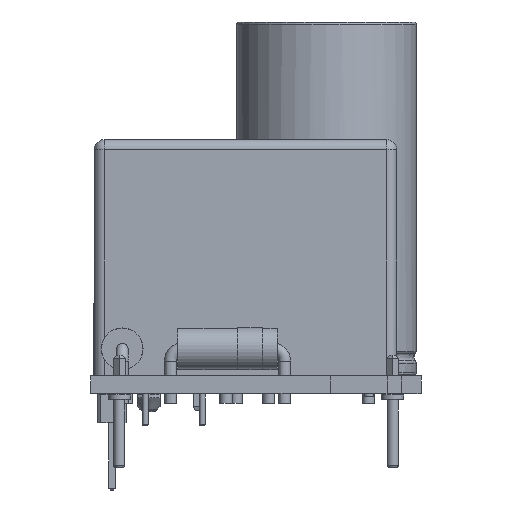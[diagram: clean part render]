
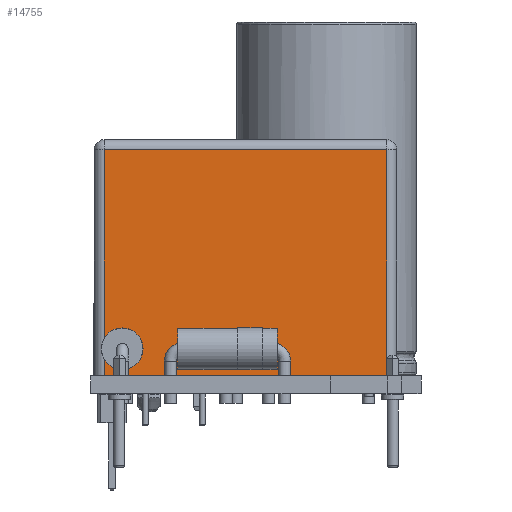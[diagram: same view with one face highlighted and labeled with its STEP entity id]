
A CAD part, left-side view. The second image highlights one B-rep face of the part: STEP entity #14755.
In plain terms, the highlighted face is planar.
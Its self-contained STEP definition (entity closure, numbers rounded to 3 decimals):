
#14136 = CYLINDRICAL_SURFACE('',#14137,0.9);
#14137 = AXIS2_PLACEMENT_3D('',#14138,#14139,#14140);
#14138 = CARTESIAN_POINT('',(-1.6,-3.6,0.));
#14139 = DIRECTION('',(0.,0.,1.));
#14140 = DIRECTION('',(-1.,0.,0.));
#14164 = PLANE('',#14165);
#14165 = AXIS2_PLACEMENT_3D('',#14166,#14167,#14168);
#14166 = CARTESIAN_POINT('',(-2.5,-4.5,0.));
#14167 = DIRECTION('',(0.,0.,1.));
#14168 = DIRECTION('',(1.,0.,0.));
#14235 = VERTEX_POINT('',#14236);
#14236 = CARTESIAN_POINT('',(-1.6,-4.5,0.));
#14258 = EDGE_CURVE('',#14235,#14259,#14261,.T.);
#14259 = VERTEX_POINT('',#14260);
#14260 = CARTESIAN_POINT('',(-1.6,-4.5,20.1));
#14261 = SURFACE_CURVE('',#14262,(#14266,#14273),.PCURVE_S1.);
#14262 = LINE('',#14263,#14264);
#14263 = CARTESIAN_POINT('',(-1.6,-4.5,0.));
#14264 = VECTOR('',#14265,1.);
#14265 = DIRECTION('',(0.,0.,1.));
#14266 = PCURVE('',#14136,#14267);
#14267 = DEFINITIONAL_REPRESENTATION('',(#14268),#14272);
#14268 = LINE('',#14269,#14270);
#14269 = CARTESIAN_POINT('',(1.571,0.));
#14270 = VECTOR('',#14271,1.);
#14271 = DIRECTION('',(0.,1.));
#14272 = ( GEOMETRIC_REPRESENTATION_CONTEXT(2) 
PARAMETRIC_REPRESENTATION_CONTEXT() REPRESENTATION_CONTEXT('2D SPACE',''
  ) );
#14273 = PCURVE('',#14274,#14279);
#14274 = PLANE('',#14275);
#14275 = AXIS2_PLACEMENT_3D('',#14276,#14277,#14278);
#14276 = CARTESIAN_POINT('',(-2.5,-4.5,0.));
#14277 = DIRECTION('',(0.,1.,0.));
#14278 = DIRECTION('',(0.,0.,1.));
#14279 = DEFINITIONAL_REPRESENTATION('',(#14280),#14284);
#14280 = LINE('',#14281,#14282);
#14281 = CARTESIAN_POINT('',(0.,0.9));
#14282 = VECTOR('',#14283,1.);
#14283 = DIRECTION('',(1.,0.));
#14284 = ( GEOMETRIC_REPRESENTATION_CONTEXT(2) 
PARAMETRIC_REPRESENTATION_CONTEXT() REPRESENTATION_CONTEXT('2D SPACE',''
  ) );
#14445 = EDGE_CURVE('',#14235,#14446,#14448,.T.);
#14446 = VERTEX_POINT('',#14447);
#14447 = CARTESIAN_POINT('',(23.6,-4.5,0.));
#14448 = SURFACE_CURVE('',#14449,(#14453,#14460),.PCURVE_S1.);
#14449 = LINE('',#14450,#14451);
#14450 = CARTESIAN_POINT('',(-2.5,-4.5,0.));
#14451 = VECTOR('',#14452,1.);
#14452 = DIRECTION('',(1.,0.,0.));
#14453 = PCURVE('',#14164,#14454);
#14454 = DEFINITIONAL_REPRESENTATION('',(#14455),#14459);
#14455 = LINE('',#14456,#14457);
#14456 = CARTESIAN_POINT('',(0.,0.));
#14457 = VECTOR('',#14458,1.);
#14458 = DIRECTION('',(1.,0.));
#14459 = ( GEOMETRIC_REPRESENTATION_CONTEXT(2) 
PARAMETRIC_REPRESENTATION_CONTEXT() REPRESENTATION_CONTEXT('2D SPACE',''
  ) );
#14460 = PCURVE('',#14274,#14461);
#14461 = DEFINITIONAL_REPRESENTATION('',(#14462),#14466);
#14462 = LINE('',#14463,#14464);
#14463 = CARTESIAN_POINT('',(0.,0.));
#14464 = VECTOR('',#14465,1.);
#14465 = DIRECTION('',(0.,1.));
#14466 = ( GEOMETRIC_REPRESENTATION_CONTEXT(2) 
PARAMETRIC_REPRESENTATION_CONTEXT() REPRESENTATION_CONTEXT('2D SPACE',''
  ) );
#14489 = CYLINDRICAL_SURFACE('',#14490,0.9);
#14490 = AXIS2_PLACEMENT_3D('',#14491,#14492,#14493);
#14491 = CARTESIAN_POINT('',(23.6,-3.6,0.));
#14492 = DIRECTION('',(0.,0.,1.));
#14493 = DIRECTION('',(1.,0.,0.));
#14742 = CYLINDRICAL_SURFACE('',#14743,0.9);
#14743 = AXIS2_PLACEMENT_3D('',#14744,#14745,#14746);
#14744 = CARTESIAN_POINT('',(23.6,-3.6,20.1));
#14745 = DIRECTION('',(-1.,0.,0.));
#14746 = DIRECTION('',(0.,0.,1.));
#14755 = ADVANCED_FACE('',(#14756),#14274,.F.);
#14756 = FACE_BOUND('',#14757,.F.);
#14757 = EDGE_LOOP('',(#14758,#14759,#14782,#14803));
#14758 = ORIENTED_EDGE('',*,*,#14258,.T.);
#14759 = ORIENTED_EDGE('',*,*,#14760,.F.);
#14760 = EDGE_CURVE('',#14761,#14259,#14763,.T.);
#14761 = VERTEX_POINT('',#14762);
#14762 = CARTESIAN_POINT('',(23.6,-4.5,20.1));
#14763 = SURFACE_CURVE('',#14764,(#14768,#14775),.PCURVE_S1.);
#14764 = LINE('',#14765,#14766);
#14765 = CARTESIAN_POINT('',(23.6,-4.5,20.1));
#14766 = VECTOR('',#14767,1.);
#14767 = DIRECTION('',(-1.,0.,0.));
#14768 = PCURVE('',#14274,#14769);
#14769 = DEFINITIONAL_REPRESENTATION('',(#14770),#14774);
#14770 = LINE('',#14771,#14772);
#14771 = CARTESIAN_POINT('',(20.1,26.1));
#14772 = VECTOR('',#14773,1.);
#14773 = DIRECTION('',(0.,-1.));
#14774 = ( GEOMETRIC_REPRESENTATION_CONTEXT(2) 
PARAMETRIC_REPRESENTATION_CONTEXT() REPRESENTATION_CONTEXT('2D SPACE',''
  ) );
#14775 = PCURVE('',#14742,#14776);
#14776 = DEFINITIONAL_REPRESENTATION('',(#14777),#14781);
#14777 = LINE('',#14778,#14779);
#14778 = CARTESIAN_POINT('',(4.712,0.));
#14779 = VECTOR('',#14780,1.);
#14780 = DIRECTION('',(0.,1.));
#14781 = ( GEOMETRIC_REPRESENTATION_CONTEXT(2) 
PARAMETRIC_REPRESENTATION_CONTEXT() REPRESENTATION_CONTEXT('2D SPACE',''
  ) );
#14782 = ORIENTED_EDGE('',*,*,#14783,.F.);
#14783 = EDGE_CURVE('',#14446,#14761,#14784,.T.);
#14784 = SURFACE_CURVE('',#14785,(#14789,#14796),.PCURVE_S1.);
#14785 = LINE('',#14786,#14787);
#14786 = CARTESIAN_POINT('',(23.6,-4.5,0.));
#14787 = VECTOR('',#14788,1.);
#14788 = DIRECTION('',(0.,0.,1.));
#14789 = PCURVE('',#14274,#14790);
#14790 = DEFINITIONAL_REPRESENTATION('',(#14791),#14795);
#14791 = LINE('',#14792,#14793);
#14792 = CARTESIAN_POINT('',(0.,26.1));
#14793 = VECTOR('',#14794,1.);
#14794 = DIRECTION('',(1.,0.));
#14795 = ( GEOMETRIC_REPRESENTATION_CONTEXT(2) 
PARAMETRIC_REPRESENTATION_CONTEXT() REPRESENTATION_CONTEXT('2D SPACE',''
  ) );
#14796 = PCURVE('',#14489,#14797);
#14797 = DEFINITIONAL_REPRESENTATION('',(#14798),#14802);
#14798 = LINE('',#14799,#14800);
#14799 = CARTESIAN_POINT('',(4.712,0.));
#14800 = VECTOR('',#14801,1.);
#14801 = DIRECTION('',(0.,1.));
#14802 = ( GEOMETRIC_REPRESENTATION_CONTEXT(2) 
PARAMETRIC_REPRESENTATION_CONTEXT() REPRESENTATION_CONTEXT('2D SPACE',''
  ) );
#14803 = ORIENTED_EDGE('',*,*,#14445,.F.);
